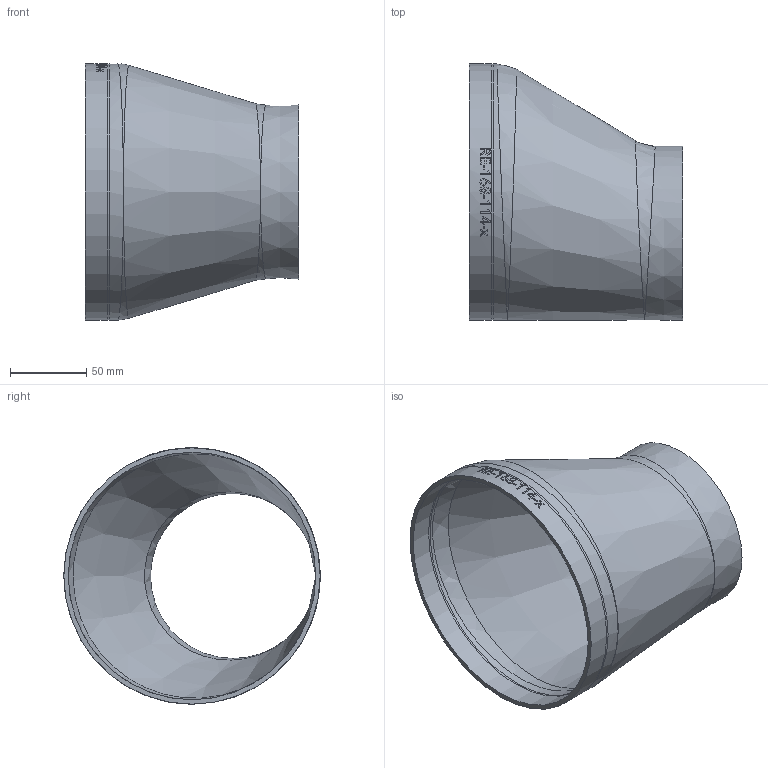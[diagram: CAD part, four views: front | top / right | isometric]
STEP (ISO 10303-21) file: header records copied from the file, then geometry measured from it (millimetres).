
FILE_DESCRIPTION (( 'STEP AP214' ), '1' );
FILE_NAME ('RE-168-114-x Reduzierung Exzenter 168,3x114,3x2,9x2,6 BL140 1909.STEP', '2019-09-26T08:26:33', ( '' ), ( '' ), 'SwSTEP 2.0', 'SolidWorks 2016', '' );
FILE_SCHEMA (( 'AUTOMOTIVE_DESIGN' ));
Length unit declared in the file: millimetre
Products named in the file (1): RE-168-114-x Reduzierung Exzenter 168,3x114,3x2,9x2,6 BL140 1909
Bounding box: 140 x 168.32 x 168.34 mm (x, y, z)
Volume: 180523.4 mm3; surface area: 128849.1 mm2
Topology: 1 solids, 1 shells, 153 faces, 403 edges, 268 vertices
Faces by surface type: plane 68, bspline 58, cylinder 19, cone 5, torus 3
Full cylindrical faces by diameter (mm): 162.5 x1, 168.3 x1
Entity records: 15665 total; most frequent: CARTESIAN_POINT 11021, ORIENTED_EDGE 744, DIRECTION 468, EDGE_CURVE 372, VERTEX_POINT 254, EDGE_LOOP 188, B_SPLINE_CURVE_WITH_KNOTS 180, AXIS2_PLACEMENT_3D 180
